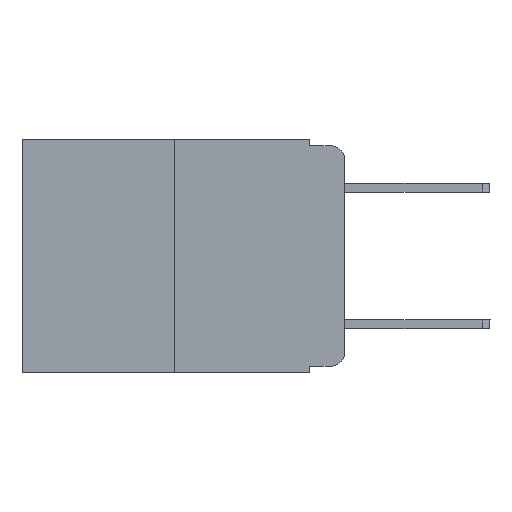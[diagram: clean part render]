
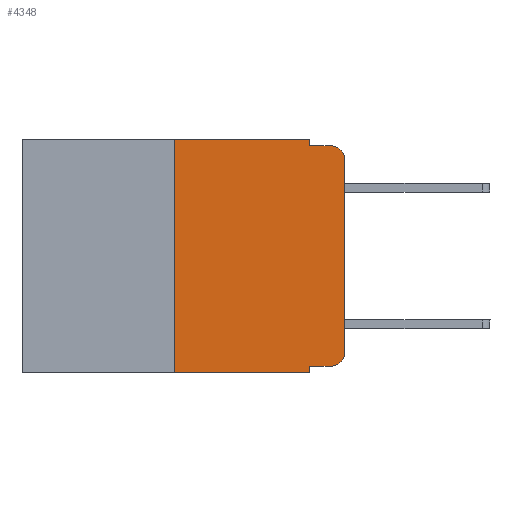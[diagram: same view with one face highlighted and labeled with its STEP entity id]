
A CAD part, left-side view. The second image highlights one B-rep face of the part: STEP entity #4348.
In plain terms, the highlighted planar face has unit normal (-1, 0, 0).
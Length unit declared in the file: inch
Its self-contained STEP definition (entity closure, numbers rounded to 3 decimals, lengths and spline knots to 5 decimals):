
#123 = EDGE_CURVE ( 'NONE', #4109, #11552, #6255, .T. ) ;
#324 = CARTESIAN_POINT ( 'NONE',  ( 0., 0.02, -0.313 ) ) ;
#337 = ORIENTED_EDGE ( 'NONE', *, *, #3711, .T. ) ;
#702 = DIRECTION ( 'NONE',  ( 0., 0., -1. ) ) ;
#742 = CARTESIAN_POINT ( 'NONE',  ( 0., 0.25, 0. ) ) ;
#934 = LINE ( 'NONE', #9204, #10289 ) ;
#1164 = VERTEX_POINT ( 'NONE', #7098 ) ;
#1345 = DIRECTION ( 'NONE',  ( 0., 0., -1. ) ) ;
#1466 = VERTEX_POINT ( 'NONE', #10701 ) ;
#1503 = DIRECTION ( 'NONE',  ( -1., 0., 0. ) ) ;
#1585 = CARTESIAN_POINT ( 'NONE',  ( 0., 0.473, 0. ) ) ;
#2188 = EDGE_CURVE ( 'NONE', #8948, #4109, #9852, .T. ) ;
#2271 = CIRCLE ( 'NONE', #10147, 0.02 ) ;
#2309 = CIRCLE ( 'NONE', #10167, 0.02 ) ;
#2849 = EDGE_CURVE ( 'NONE', #1466, #3608, #2271, .T. ) ;
#2920 = EDGE_CURVE ( 'NONE', #1164, #1466, #12102, .T. ) ;
#2930 = LINE ( 'NONE', #9010, #11064 ) ;
#3050 = CARTESIAN_POINT ( 'NONE',  ( 0., 0.051, 0. ) ) ;
#3140 = DIRECTION ( 'NONE',  ( -1., 0., 0. ) ) ;
#3142 = ORIENTED_EDGE ( 'NONE', *, *, #5082, .T. ) ;
#3175 = VECTOR ( 'NONE', #11180, 39.37008 ) ;
#3185 = VERTEX_POINT ( 'NONE', #742 ) ;
#3256 = ORIENTED_EDGE ( 'NONE', *, *, #9960, .F. ) ;
#3356 = ORIENTED_EDGE ( 'NONE', *, *, #12372, .T. ) ;
#3364 = VERTEX_POINT ( 'NONE', #8527 ) ;
#3566 = DIRECTION ( 'NONE',  ( 0., -1., 0. ) ) ;
#3596 = CARTESIAN_POINT ( 'NONE',  ( 0., 0.473, 0. ) ) ;
#3608 = VERTEX_POINT ( 'NONE', #5259 ) ;
#3711 = EDGE_CURVE ( 'NONE', #3364, #11517, #934, .T. ) ;
#4109 = VERTEX_POINT ( 'NONE', #6051 ) ;
#4215 = DIRECTION ( 'NONE',  ( 0., 0., -1. ) ) ;
#4348 = ADVANCED_FACE ( 'NONE', ( #10186 ), #9266, .F. ) ;
#4521 = LINE ( 'NONE', #1585, #5125 ) ;
#4703 = VECTOR ( 'NONE', #1345, 39.37008 ) ;
#4860 = EDGE_CURVE ( 'NONE', #1164, #11517, #9430, .T. ) ;
#4922 = VERTEX_POINT ( 'NONE', #11702 ) ;
#5010 = VECTOR ( 'NONE', #8799, 39.37008 ) ;
#5017 = DIRECTION ( 'NONE',  ( 0., 0., 1. ) ) ;
#5082 = EDGE_CURVE ( 'NONE', #4922, #11552, #2309, .T. ) ;
#5125 = VECTOR ( 'NONE', #5411, 39.37008 ) ;
#5259 = CARTESIAN_POINT ( 'NONE',  ( 0., 0., -0.313 ) ) ;
#5287 = CARTESIAN_POINT ( 'NONE',  ( 0., 0.051, -0.343 ) ) ;
#5337 = DIRECTION ( 'NONE',  ( 0., -1., 0. ) ) ;
#5411 = DIRECTION ( 'NONE',  ( 0., -1., 0. ) ) ;
#5440 = CARTESIAN_POINT ( 'NONE',  ( 0., 0.051, -0.01 ) ) ;
#5650 = ORIENTED_EDGE ( 'NONE', *, *, #6553, .F. ) ;
#6015 = ORIENTED_EDGE ( 'NONE', *, *, #123, .F. ) ;
#6051 = CARTESIAN_POINT ( 'NONE',  ( 0., 0.051, -0.01 ) ) ;
#6209 = AXIS2_PLACEMENT_3D ( 'NONE', #3596, #9318, #702 ) ;
#6255 = LINE ( 'NONE', #5440, #10740 ) ;
#6553 = EDGE_CURVE ( 'NONE', #3185, #8948, #4521, .T. ) ;
#7098 = CARTESIAN_POINT ( 'NONE',  ( 0., 0.051, -0.333 ) ) ;
#8034 = DIRECTION ( 'NONE',  ( 0., 0., -1. ) ) ;
#8076 = CARTESIAN_POINT ( 'NONE',  ( 0., 0.051, 0. ) ) ;
#8143 = LINE ( 'NONE', #10801, #12358 ) ;
#8527 = CARTESIAN_POINT ( 'NONE',  ( 0., 0.25, -0.343 ) ) ;
#8799 = DIRECTION ( 'NONE',  ( 0., 0., -1. ) ) ;
#8858 = ORIENTED_EDGE ( 'NONE', *, *, #4860, .F. ) ;
#8948 = VERTEX_POINT ( 'NONE', #8076 ) ;
#9010 = CARTESIAN_POINT ( 'NONE',  ( 0., 0., 0. ) ) ;
#9154 = ORIENTED_EDGE ( 'NONE', *, *, #2920, .T. ) ;
#9201 = CARTESIAN_POINT ( 'NONE',  ( 0., 0.02, -0.01 ) ) ;
#9204 = CARTESIAN_POINT ( 'NONE',  ( 0., 0.473, -0.343 ) ) ;
#9266 = PLANE ( 'NONE',  #6209 ) ;
#9318 = DIRECTION ( 'NONE',  ( 1., 0., 0. ) ) ;
#9325 = ORIENTED_EDGE ( 'NONE', *, *, #2849, .T. ) ;
#9430 = LINE ( 'NONE', #3050, #5010 ) ;
#9852 = LINE ( 'NONE', #11840, #4703 ) ;
#9960 = EDGE_CURVE ( 'NONE', #3364, #3185, #8143, .T. ) ;
#9967 = DIRECTION ( 'NONE',  ( 0., 0., 1. ) ) ;
#10022 = CARTESIAN_POINT ( 'NONE',  ( 0., 0.02, -0.03 ) ) ;
#10147 = AXIS2_PLACEMENT_3D ( 'NONE', #324, #3140, #8034 ) ;
#10167 = AXIS2_PLACEMENT_3D ( 'NONE', #10022, #1503, #4215 ) ;
#10186 = FACE_OUTER_BOUND ( 'NONE', #10639, .T. ) ;
#10289 = VECTOR ( 'NONE', #5337, 39.37008 ) ;
#10639 = EDGE_LOOP ( 'NONE', ( #3356, #3142, #6015, #12168, #5650, #3256, #337, #8858, #9154, #9325 ) ) ;
#10701 = CARTESIAN_POINT ( 'NONE',  ( 0., 0.02, -0.333 ) ) ;
#10740 = VECTOR ( 'NONE', #3566, 39.37008 ) ;
#10801 = CARTESIAN_POINT ( 'NONE',  ( 0., 0.25, 0. ) ) ;
#10970 = CARTESIAN_POINT ( 'NONE',  ( 0., 0.051, -0.333 ) ) ;
#11064 = VECTOR ( 'NONE', #9967, 39.37008 ) ;
#11180 = DIRECTION ( 'NONE',  ( 0., -1., 0. ) ) ;
#11517 = VERTEX_POINT ( 'NONE', #5287 ) ;
#11552 = VERTEX_POINT ( 'NONE', #9201 ) ;
#11702 = CARTESIAN_POINT ( 'NONE',  ( 0., 0., -0.03 ) ) ;
#11840 = CARTESIAN_POINT ( 'NONE',  ( 0., 0.051, 0. ) ) ;
#12102 = LINE ( 'NONE', #10970, #3175 ) ;
#12168 = ORIENTED_EDGE ( 'NONE', *, *, #2188, .F. ) ;
#12358 = VECTOR ( 'NONE', #5017, 39.37008 ) ;
#12372 = EDGE_CURVE ( 'NONE', #3608, #4922, #2930, .T. ) ;
